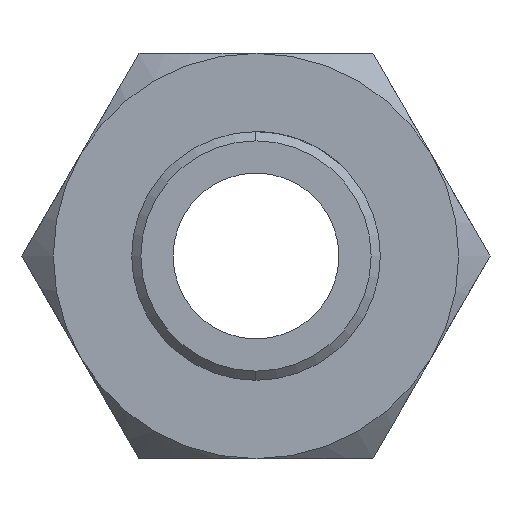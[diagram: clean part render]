
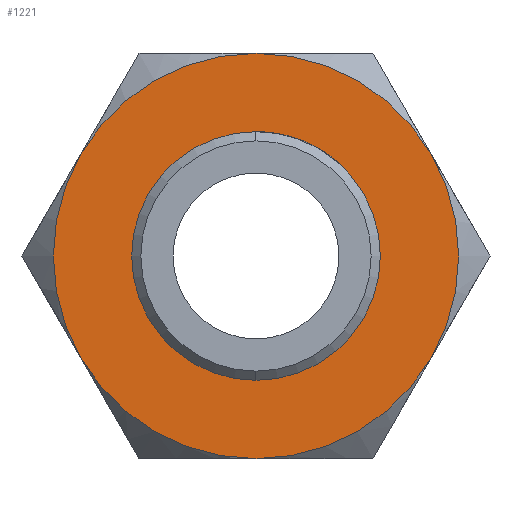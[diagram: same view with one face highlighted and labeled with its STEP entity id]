
A CAD part, left-side view. The second image highlights one B-rep face of the part: STEP entity #1221.
In plain terms, the highlighted planar face has unit normal (-1, 0, 0).
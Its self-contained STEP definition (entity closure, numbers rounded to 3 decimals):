
#5 = EDGE_CURVE ( 'NONE', #8071, #8842, #4750, .T. ) ;
#65 = CARTESIAN_POINT ( 'NONE',  ( 17., 0., -11. ) ) ;
#79 = CARTESIAN_POINT ( 'NONE',  ( 17., -9.526, 5.5 ) ) ;
#89 = DIRECTION ( 'NONE',  ( 0., 0., 1. ) ) ;
#285 = AXIS2_PLACEMENT_3D ( 'NONE', #1491, #7012, #89 ) ;
#338 = ORIENTED_EDGE ( 'NONE', *, *, #4870, .T. ) ;
#793 = CARTESIAN_POINT ( 'NONE',  ( 17., 0., 0. ) ) ;
#914 = DIRECTION ( 'NONE',  ( 0., 0., 1. ) ) ;
#1083 = ORIENTED_EDGE ( 'NONE', *, *, #5656, .F. ) ;
#1221 = ADVANCED_FACE ( 'NONE', ( #1939, #6061 ), #8827, .F. ) ;
#1281 = ORIENTED_EDGE ( 'NONE', *, *, #5442, .F. ) ;
#1300 = DIRECTION ( 'NONE',  ( 0., 0., -1. ) ) ;
#1316 = AXIS2_PLACEMENT_3D ( 'NONE', #6389, #2254, #2217 ) ;
#1319 = CARTESIAN_POINT ( 'NONE',  ( 17., 0., 0. ) ) ;
#1456 = CIRCLE ( 'NONE', #1316, 11. ) ;
#1480 = EDGE_LOOP ( 'NONE', ( #2359, #4095 ) ) ;
#1491 = CARTESIAN_POINT ( 'NONE',  ( 17., 0., 0. ) ) ;
#1621 = DIRECTION ( 'NONE',  ( 1., 0., 0. ) ) ;
#1884 = CIRCLE ( 'NONE', #2034, 6.75 ) ;
#1939 = FACE_BOUND ( 'NONE', #1480, .T. ) ;
#2034 = AXIS2_PLACEMENT_3D ( 'NONE', #6524, #6437, #3635 ) ;
#2172 = CIRCLE ( 'NONE', #6071, 11. ) ;
#2217 = DIRECTION ( 'NONE',  ( 0., 0., -1. ) ) ;
#2240 = CARTESIAN_POINT ( 'NONE',  ( 17., 9.526, 5.5 ) ) ;
#2254 = DIRECTION ( 'NONE',  ( 1., 0., 0. ) ) ;
#2359 = ORIENTED_EDGE ( 'NONE', *, *, #8885, .F. ) ;
#2601 = CARTESIAN_POINT ( 'NONE',  ( 17., 0., 11. ) ) ;
#2619 = CARTESIAN_POINT ( 'NONE',  ( 17., 0., 0. ) ) ;
#2706 = DIRECTION ( 'NONE',  ( 0., 0., -1. ) ) ;
#3092 = CARTESIAN_POINT ( 'NONE',  ( 17., 0., -6.75 ) ) ;
#3169 = CIRCLE ( 'NONE', #4196, 11. ) ;
#3309 = AXIS2_PLACEMENT_3D ( 'NONE', #2619, #1621, #4255 ) ;
#3503 = CARTESIAN_POINT ( 'NONE',  ( 17., 0., 0. ) ) ;
#3615 = AXIS2_PLACEMENT_3D ( 'NONE', #4732, #8902, #1300 ) ;
#3635 = DIRECTION ( 'NONE',  ( 0., 0., 1. ) ) ;
#3680 = VERTEX_POINT ( 'NONE', #2601 ) ;
#4028 = DIRECTION ( 'NONE',  ( 1., 0., 0. ) ) ;
#4035 = AXIS2_PLACEMENT_3D ( 'NONE', #793, #4964, #6443 ) ;
#4037 = EDGE_CURVE ( 'NONE', #4594, #8071, #8962, .T. ) ;
#4095 = ORIENTED_EDGE ( 'NONE', *, *, #4273, .F. ) ;
#4138 = DIRECTION ( 'NONE',  ( -1., 0., 0. ) ) ;
#4161 = DIRECTION ( 'NONE',  ( 1., 0., 0. ) ) ;
#4191 = CIRCLE ( 'NONE', #285, 6.75 ) ;
#4196 = AXIS2_PLACEMENT_3D ( 'NONE', #3503, #4138, #914 ) ;
#4255 = DIRECTION ( 'NONE',  ( 0., 0., -1. ) ) ;
#4273 = EDGE_CURVE ( 'NONE', #7628, #6823, #4191, .T. ) ;
#4594 = VERTEX_POINT ( 'NONE', #79 ) ;
#4718 = CARTESIAN_POINT ( 'NONE',  ( 17., -9.526, -5.5 ) ) ;
#4732 = CARTESIAN_POINT ( 'NONE',  ( 17., 0., 0. ) ) ;
#4750 = CIRCLE ( 'NONE', #4035, 11. ) ;
#4836 = ORIENTED_EDGE ( 'NONE', *, *, #4037, .F. ) ;
#4870 = EDGE_CURVE ( 'NONE', #3680, #8534, #3169, .T. ) ;
#4874 = ORIENTED_EDGE ( 'NONE', *, *, #5, .F. ) ;
#4964 = DIRECTION ( 'NONE',  ( 1., 0., 0. ) ) ;
#5386 = DIRECTION ( 'NONE',  ( 0., 0., -1. ) ) ;
#5442 = EDGE_CURVE ( 'NONE', #3680, #4594, #1456, .T. ) ;
#5656 = EDGE_CURVE ( 'NONE', #5987, #8534, #2172, .T. ) ;
#5987 = VERTEX_POINT ( 'NONE', #7727 ) ;
#6061 = FACE_OUTER_BOUND ( 'NONE', #8219, .T. ) ;
#6071 = AXIS2_PLACEMENT_3D ( 'NONE', #1319, #4161, #2706 ) ;
#6314 = EDGE_CURVE ( 'NONE', #8842, #5987, #6945, .T. ) ;
#6389 = CARTESIAN_POINT ( 'NONE',  ( 17., 0., 0. ) ) ;
#6437 = DIRECTION ( 'NONE',  ( -1., 0., 0. ) ) ;
#6443 = DIRECTION ( 'NONE',  ( 0., 0., -1. ) ) ;
#6524 = CARTESIAN_POINT ( 'NONE',  ( 17., 0., 0. ) ) ;
#6784 = CARTESIAN_POINT ( 'NONE',  ( 17., 0., 6.75 ) ) ;
#6823 = VERTEX_POINT ( 'NONE', #6784 ) ;
#6945 = CIRCLE ( 'NONE', #7808, 11. ) ;
#7012 = DIRECTION ( 'NONE',  ( -1., 0., 0. ) ) ;
#7628 = VERTEX_POINT ( 'NONE', #3092 ) ;
#7727 = CARTESIAN_POINT ( 'NONE',  ( 17., 9.526, -5.5 ) ) ;
#7808 = AXIS2_PLACEMENT_3D ( 'NONE', #8825, #4028, #5386 ) ;
#8071 = VERTEX_POINT ( 'NONE', #4718 ) ;
#8219 = EDGE_LOOP ( 'NONE', ( #8513, #4874, #4836, #1281, #338, #1083 ) ) ;
#8513 = ORIENTED_EDGE ( 'NONE', *, *, #6314, .F. ) ;
#8534 = VERTEX_POINT ( 'NONE', #2240 ) ;
#8825 = CARTESIAN_POINT ( 'NONE',  ( 17., 0., 0. ) ) ;
#8827 = PLANE ( 'NONE',  #3309 ) ;
#8842 = VERTEX_POINT ( 'NONE', #65 ) ;
#8885 = EDGE_CURVE ( 'NONE', #6823, #7628, #1884, .T. ) ;
#8902 = DIRECTION ( 'NONE',  ( 1., 0., 0. ) ) ;
#8962 = CIRCLE ( 'NONE', #3615, 11. ) ;
